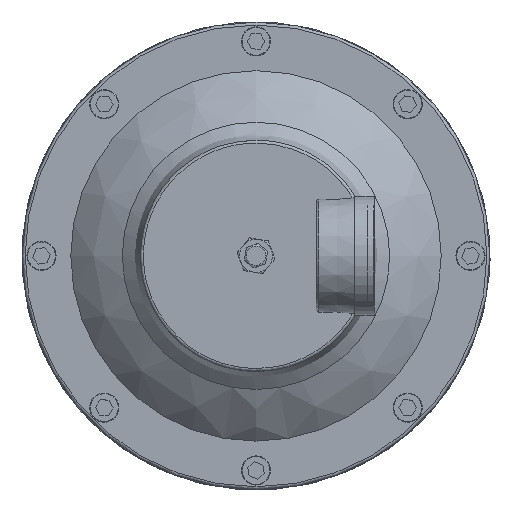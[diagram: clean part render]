
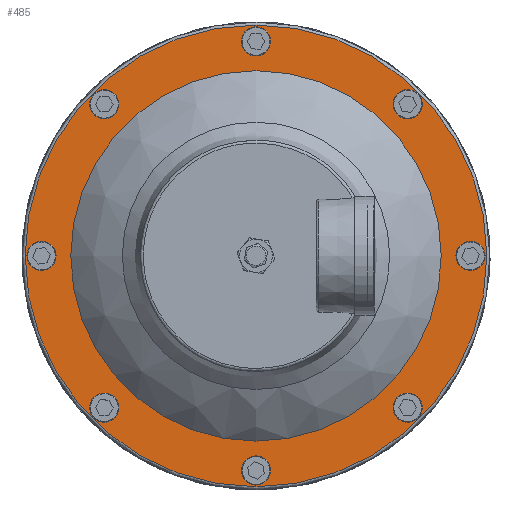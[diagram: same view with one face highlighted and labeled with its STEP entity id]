
A CAD part, top view. The second image highlights one B-rep face of the part: STEP entity #485.
In plain terms, the highlighted planar face has unit normal (0, 0, 1).
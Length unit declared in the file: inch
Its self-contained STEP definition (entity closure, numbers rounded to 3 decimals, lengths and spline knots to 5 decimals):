
#370=CARTESIAN_POINT('',(0.,-1.5905,11.1714));
#371=DIRECTION('',(0.0,0.0,1.0));
#372=DIRECTION('',(1.0,0.0,0.0));
#373=AXIS2_PLACEMENT_3D('',#370,#371,#372);
#374=PLANE('',#373);
#375=CARTESIAN_POINT('',(0.,-3.965,11.1714));
#376=VERTEX_POINT('',#375);
#377=CARTESIAN_POINT('',(0.,0.,11.1714));
#378=DIRECTION('',(0.0,0.0,-1.0));
#379=DIRECTION('',(0.0,1.0,0.0));
#380=AXIS2_PLACEMENT_3D('',#377,#378,#379);
#381=CIRCLE('',#380,3.965);
#382=EDGE_CURVE('',#376,#376,#381,.T.);
#383=ORIENTED_EDGE('',*,*,#382,.F.);
#384=EDGE_LOOP('',(#383));
#385=FACE_OUTER_BOUND('',#384,.T.);
#386=CARTESIAN_POINT('',(-0.25,3.68602,11.1714));
#387=VERTEX_POINT('',#386);
#388=CARTESIAN_POINT('',(0.,3.685,11.1714));
#389=DIRECTION('',(0.0,0.0,1.));
#390=DIRECTION('',(1.,-0.004,0.0));
#391=AXIS2_PLACEMENT_3D('',#388,#389,#390);
#392=CIRCLE('',#391,0.25);
#393=EDGE_CURVE('',#387,#387,#392,.T.);
#394=ORIENTED_EDGE('',*,*,#393,.F.);
#395=EDGE_LOOP('',(#394));
#396=FACE_BOUND('',#395,.T.);
#397=CARTESIAN_POINT('',(2.51258,2.8377,11.1714));
#398=VERTEX_POINT('',#397);
#399=CARTESIAN_POINT('',(2.60569,2.60569,11.1714));
#400=DIRECTION('',(0.0,0.0,1.0));
#401=DIRECTION('',(0.372,-0.928,0.0));
#402=AXIS2_PLACEMENT_3D('',#399,#400,#401);
#403=CIRCLE('',#402,0.25);
#404=EDGE_CURVE('',#398,#398,#403,.T.);
#405=ORIENTED_EDGE('',*,*,#404,.F.);
#406=EDGE_LOOP('',(#405));
#407=FACE_BOUND('',#406,.T.);
#408=CARTESIAN_POINT('',(-2.73065,2.38916,11.1714));
#409=VERTEX_POINT('',#408);
#410=CARTESIAN_POINT('',(-2.60569,2.60569,11.1714));
#411=DIRECTION('',(0.0,0.0,1.));
#412=DIRECTION('',(0.5,0.866,0.0));
#413=AXIS2_PLACEMENT_3D('',#410,#411,#412);
#414=CIRCLE('',#413,0.25);
#415=EDGE_CURVE('',#409,#409,#414,.T.);
#416=ORIENTED_EDGE('',*,*,#415,.F.);
#417=EDGE_LOOP('',(#416));
#418=FACE_BOUND('',#417,.T.);
#419=CARTESIAN_POINT('',(-3.4386,0.04226,11.1714));
#420=VERTEX_POINT('',#419);
#421=CARTESIAN_POINT('',(-3.685,0.,11.1714));
#422=DIRECTION('',(0.0,0.0,1.0));
#423=DIRECTION('',(-0.986,-0.169,0.0));
#424=AXIS2_PLACEMENT_3D('',#421,#422,#423);
#425=CIRCLE('',#424,0.25);
#426=EDGE_CURVE('',#420,#420,#425,.T.);
#427=ORIENTED_EDGE('',*,*,#426,.F.);
#428=EDGE_LOOP('',(#427));
#429=FACE_BOUND('',#428,.T.);
#430=CARTESIAN_POINT('',(-2.85548,-2.59558,11.1714));
#431=VERTEX_POINT('',#430);
#432=CARTESIAN_POINT('',(-2.60569,-2.60569,11.1714));
#433=DIRECTION('',(0.0,0.0,1.));
#434=DIRECTION('',(0.999,-0.04,0.0));
#435=AXIS2_PLACEMENT_3D('',#432,#433,#434);
#436=CIRCLE('',#435,0.25);
#437=EDGE_CURVE('',#431,#431,#436,.T.);
#438=ORIENTED_EDGE('',*,*,#437,.F.);
#439=EDGE_LOOP('',(#438));
#440=FACE_BOUND('',#439,.T.);
#441=CARTESIAN_POINT('',(3.60071,-0.23536,11.1714));
#442=VERTEX_POINT('',#441);
#443=CARTESIAN_POINT('',(3.685,0.,11.1714));
#444=DIRECTION('',(0.0,0.0,1.));
#445=DIRECTION('',(0.337,0.941,0.0));
#446=AXIS2_PLACEMENT_3D('',#443,#444,#445);
#447=CIRCLE('',#446,0.25);
#448=EDGE_CURVE('',#442,#442,#447,.T.);
#449=ORIENTED_EDGE('',*,*,#448,.F.);
#450=EDGE_LOOP('',(#449));
#451=FACE_BOUND('',#450,.T.);
#452=CARTESIAN_POINT('',(2.85554,-2.61418,11.1714));
#453=VERTEX_POINT('',#452);
#454=CARTESIAN_POINT('',(2.60569,-2.60569,11.1714));
#455=DIRECTION('',(0.0,0.0,1.0));
#456=DIRECTION('',(-0.999,0.034,0.0));
#457=AXIS2_PLACEMENT_3D('',#454,#455,#456);
#458=CIRCLE('',#457,0.25);
#459=EDGE_CURVE('',#453,#453,#458,.T.);
#460=ORIENTED_EDGE('',*,*,#459,.F.);
#461=EDGE_LOOP('',(#460));
#462=FACE_BOUND('',#461,.T.);
#463=CARTESIAN_POINT('',(0.03441,-3.93262,11.1714));
#464=VERTEX_POINT('',#463);
#465=CARTESIAN_POINT('',(0.,-3.685,11.1714));
#466=DIRECTION('',(0.0,0.0,1.));
#467=DIRECTION('',(-0.138,0.99,0.0));
#468=AXIS2_PLACEMENT_3D('',#465,#466,#467);
#469=CIRCLE('',#468,0.25);
#470=EDGE_CURVE('',#464,#464,#469,.T.);
#471=ORIENTED_EDGE('',*,*,#470,.F.);
#472=EDGE_LOOP('',(#471));
#473=FACE_BOUND('',#472,.T.);
#474=CARTESIAN_POINT('',(0.,-3.181,11.1714));
#475=VERTEX_POINT('',#474);
#476=CARTESIAN_POINT('',(0.,0.,11.1714));
#477=DIRECTION('',(0.0,0.0,-1.0));
#478=DIRECTION('',(1.0,0.0,0.0));
#479=AXIS2_PLACEMENT_3D('',#476,#477,#478);
#480=CIRCLE('',#479,3.181);
#481=EDGE_CURVE('',#475,#475,#480,.T.);
#482=ORIENTED_EDGE('',*,*,#481,.T.);
#483=EDGE_LOOP('',(#482));
#484=FACE_BOUND('',#483,.T.);
#485=ADVANCED_FACE('',(#385,#396,#407,#418,#429,#440,#451,#462,#473,#484),#374,.T.);
